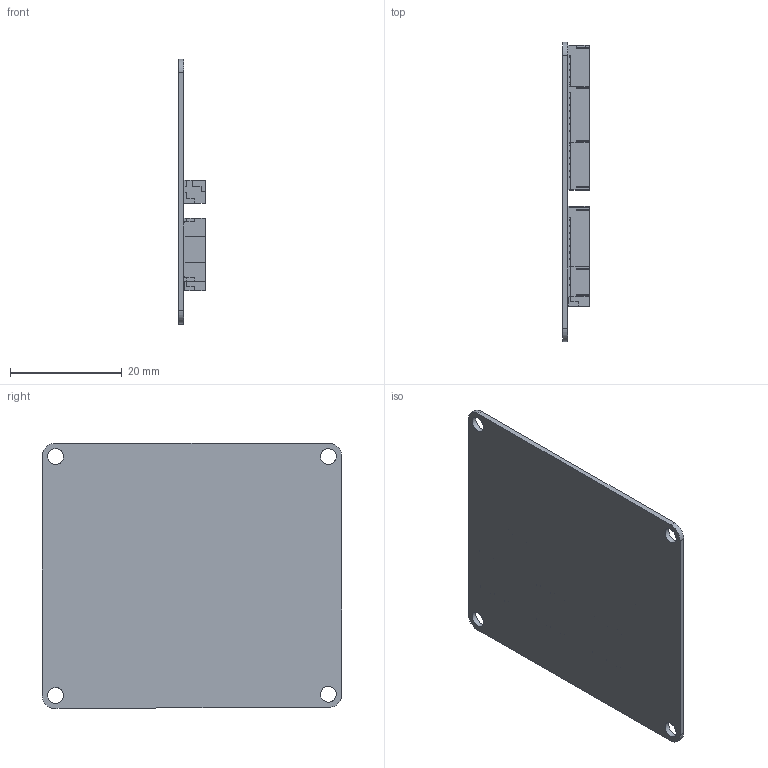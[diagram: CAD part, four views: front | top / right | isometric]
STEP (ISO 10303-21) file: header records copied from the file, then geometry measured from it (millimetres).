
FILE_DESCRIPTION(('FreeCAD Model'),'2;1');
FILE_NAME('Open CASCADE Shape Model','2025-04-27T08:12:01',('FreeCAD'),( 'FreeCAD'),'Open CASCADE STEP processor 7.6','FreeCAD','Unknown');
FILE_SCHEMA(('AUTOMOTIVE_DESIGN { 1 0 10303 214 1 1 1 1 }'));
Products named in the file (1): Open CASCADE STEP translator 7.6 1
Bounding box: 4.73 x 53.5 x 47.44 mm (x, y, z)
Volume: 3057.9 mm3; surface area: 9161.6 mm2
Topology: 85 solids, 85 shells, 2582 faces, 7410 edges, 4902 vertices
Faces by surface type: bspline 2582
Entity records: 75468 total; most frequent: CARTESIAN_POINT 30619, ORIENTED_EDGE 14820, EDGE_CURVE 7410, B_SPLINE_CURVE_WITH_KNOTS 7166, VERTEX_POINT 4902, FACE_BOUND 2662, EDGE_LOOP 2662, ADVANCED_FACE 2582
